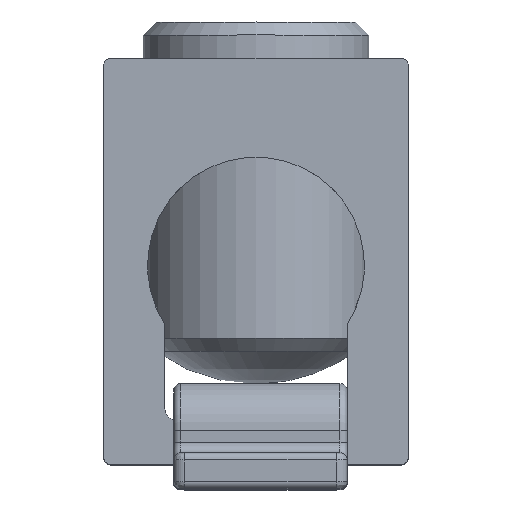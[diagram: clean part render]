
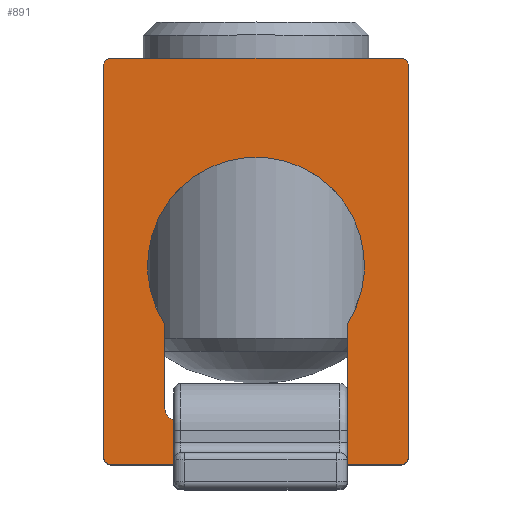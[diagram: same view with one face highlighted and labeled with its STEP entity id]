
A CAD part, top view. The second image highlights one B-rep face of the part: STEP entity #891.
In plain terms, the highlighted planar face has unit normal (0, 0, 1).
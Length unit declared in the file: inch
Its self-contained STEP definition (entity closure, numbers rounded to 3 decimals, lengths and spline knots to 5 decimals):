
#124=CARTESIAN_POINT('',(0.2105,-0.271,-2.594));
#125=VERTEX_POINT('',#124);
#126=CARTESIAN_POINT('',(0.2005,-0.281,-2.594));
#127=VERTEX_POINT('',#126);
#128=CARTESIAN_POINT('',(0.2005,-0.271,-2.594));
#129=DIRECTION('',(0.0,0.0,-1.));
#130=DIRECTION('',(0.707,-0.707,0.0));
#131=AXIS2_PLACEMENT_3D('',#128,#129,#130);
#132=CIRCLE('',#131,0.01);
#133=EDGE_CURVE('',#125,#127,#132,.T.);
#175=CARTESIAN_POINT('',(0.2105,0.271,-2.594));
#176=VERTEX_POINT('',#175);
#183=CARTESIAN_POINT('',(0.2105,0.271,-2.594));
#184=DIRECTION('',(0.0,-1.0,0.0));
#185=VECTOR('',#184,0.542);
#186=LINE('',#183,#185);
#187=EDGE_CURVE('',#176,#125,#186,.T.);
#309=CARTESIAN_POINT('',(0.2005,0.281,-2.594));
#310=VERTEX_POINT('',#309);
#311=CARTESIAN_POINT('',(0.2005,0.271,-2.594));
#312=DIRECTION('',(0.0,0.0,-1.0));
#313=DIRECTION('',(0.707,0.707,0.0));
#314=AXIS2_PLACEMENT_3D('',#311,#312,#313);
#315=CIRCLE('',#314,0.01);
#316=EDGE_CURVE('',#310,#176,#315,.T.);
#336=CARTESIAN_POINT('',(-0.2005,0.281,-2.594));
#337=VERTEX_POINT('',#336);
#344=CARTESIAN_POINT('',(-0.2005,0.281,-2.594));
#345=DIRECTION('',(1.0,0.0,0.0));
#346=VECTOR('',#345,0.401);
#347=LINE('',#344,#346);
#348=EDGE_CURVE('',#337,#310,#347,.T.);
#369=CARTESIAN_POINT('',(-0.2105,0.271,-2.594));
#370=VERTEX_POINT('',#369);
#371=CARTESIAN_POINT('',(-0.2005,0.271,-2.594));
#372=DIRECTION('',(0.0,0.0,-1.));
#373=DIRECTION('',(-0.707,0.707,0.0));
#374=AXIS2_PLACEMENT_3D('',#371,#372,#373);
#375=CIRCLE('',#374,0.01);
#376=EDGE_CURVE('',#370,#337,#375,.T.);
#396=CARTESIAN_POINT('',(-0.2105,-0.271,-2.594));
#397=VERTEX_POINT('',#396);
#404=CARTESIAN_POINT('',(-0.2105,-0.271,-2.594));
#405=DIRECTION('',(0.0,1.0,0.0));
#406=VECTOR('',#405,0.542);
#407=LINE('',#404,#406);
#408=EDGE_CURVE('',#397,#370,#407,.T.);
#418=CARTESIAN_POINT('',(-0.2005,-0.281,-2.594));
#419=VERTEX_POINT('',#418);
#420=CARTESIAN_POINT('',(-0.2005,-0.271,-2.594));
#421=DIRECTION('',(0.0,0.0,-1.0));
#422=DIRECTION('',(-0.707,-0.707,0.0));
#423=AXIS2_PLACEMENT_3D('',#420,#421,#422);
#424=CIRCLE('',#423,0.01);
#425=EDGE_CURVE('',#419,#397,#424,.T.);
#655=CARTESIAN_POINT('',(0.126,-0.204,-2.594));
#656=VERTEX_POINT('',#655);
#663=CARTESIAN_POINT('',(0.126,-0.08739,-2.594));
#664=VERTEX_POINT('',#663);
#665=CARTESIAN_POINT('',(0.126,-0.08739,-2.594));
#666=DIRECTION('',(0.0,-1.0,0.0));
#667=VECTOR('',#666,0.11661);
#668=LINE('',#665,#667);
#669=EDGE_CURVE('',#664,#656,#668,.T.);
#686=CARTESIAN_POINT('',(-0.126,-0.204,-2.594));
#687=VERTEX_POINT('',#686);
#694=CARTESIAN_POINT('',(-0.111,-0.219,-2.594));
#695=VERTEX_POINT('',#694);
#696=CARTESIAN_POINT('',(-0.111,-0.204,-2.594));
#697=DIRECTION('',(0.0,0.0,1.));
#698=DIRECTION('',(-0.707,-0.707,0.0));
#699=AXIS2_PLACEMENT_3D('',#696,#697,#698);
#700=CIRCLE('',#699,0.015);
#701=EDGE_CURVE('',#687,#695,#700,.T.);
#725=CARTESIAN_POINT('',(-0.126,-0.08739,-2.594));
#726=VERTEX_POINT('',#725);
#733=CARTESIAN_POINT('',(-0.126,-0.204,-2.594));
#734=DIRECTION('',(0.0,1.0,0.0));
#735=VECTOR('',#734,0.11661);
#736=LINE('',#733,#735);
#737=EDGE_CURVE('',#687,#726,#736,.T.);
#750=CARTESIAN_POINT('',(0.,-0.006,-2.594));
#751=DIRECTION('',(0.0,0.0,-1.));
#752=DIRECTION('',(-0.84,0.543,0.0));
#753=AXIS2_PLACEMENT_3D('',#750,#751,#752);
#754=CIRCLE('',#753,0.15);
#755=EDGE_CURVE('',#726,#664,#754,.T.);
#784=CARTESIAN_POINT('',(0.111,-0.219,-2.594));
#785=VERTEX_POINT('',#784);
#786=CARTESIAN_POINT('',(0.111,-0.219,-2.594));
#787=DIRECTION('',(-1.0,0.0,0.0));
#788=VECTOR('',#787,0.222);
#789=LINE('',#786,#788);
#790=EDGE_CURVE('',#785,#695,#789,.T.);
#816=CARTESIAN_POINT('',(0.111,-0.204,-2.594));
#817=DIRECTION('',(0.0,0.0,1.));
#818=DIRECTION('',(0.707,-0.707,0.0));
#819=AXIS2_PLACEMENT_3D('',#816,#817,#818);
#820=CIRCLE('',#819,0.015);
#821=EDGE_CURVE('',#785,#656,#820,.T.);
#857=CARTESIAN_POINT('',(0.2005,-0.281,-2.594));
#858=DIRECTION('',(-1.0,0.0,0.0));
#859=VECTOR('',#858,0.401);
#860=LINE('',#857,#859);
#861=EDGE_CURVE('',#127,#419,#860,.T.);
#868=CARTESIAN_POINT('',(0.0,0.0,-2.594));
#869=DIRECTION('',(0.0,0.0,1.0));
#870=DIRECTION('',(1.0,0.0,0.0));
#871=AXIS2_PLACEMENT_3D('',#868,#869,#870);
#872=PLANE('',#871);
#873=ORIENTED_EDGE('',*,*,#133,.F.);
#874=ORIENTED_EDGE('',*,*,#187,.F.);
#875=ORIENTED_EDGE('',*,*,#316,.F.);
#876=ORIENTED_EDGE('',*,*,#348,.F.);
#877=ORIENTED_EDGE('',*,*,#376,.F.);
#878=ORIENTED_EDGE('',*,*,#408,.F.);
#879=ORIENTED_EDGE('',*,*,#425,.F.);
#880=ORIENTED_EDGE('',*,*,#861,.F.);
#881=EDGE_LOOP('',(#873,#874,#875,#876,#877,#878,#879,#880));
#882=FACE_OUTER_BOUND('',#881,.T.);
#883=ORIENTED_EDGE('',*,*,#755,.T.);
#884=ORIENTED_EDGE('',*,*,#669,.T.);
#885=ORIENTED_EDGE('',*,*,#821,.F.);
#886=ORIENTED_EDGE('',*,*,#790,.T.);
#887=ORIENTED_EDGE('',*,*,#701,.F.);
#888=ORIENTED_EDGE('',*,*,#737,.T.);
#889=EDGE_LOOP('',(#883,#884,#885,#886,#887,#888));
#890=FACE_BOUND('',#889,.T.);
#891=ADVANCED_FACE('',(#882,#890),#872,.T.);
